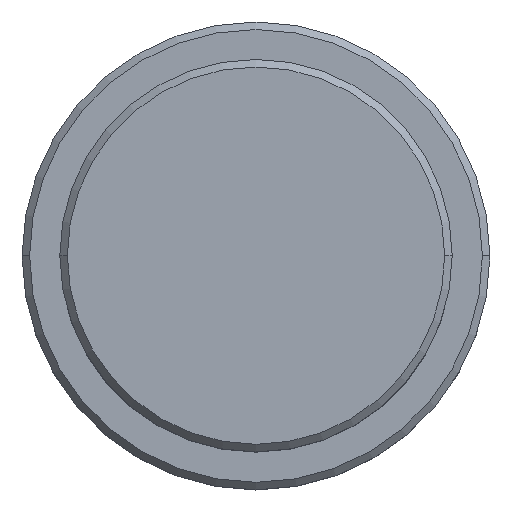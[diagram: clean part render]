
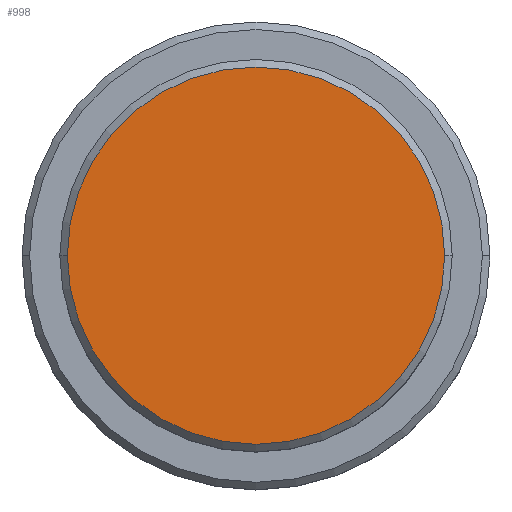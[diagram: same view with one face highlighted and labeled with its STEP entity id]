
A CAD part, top view. The second image highlights one B-rep face of the part: STEP entity #998.
In plain terms, the highlighted planar face has unit normal (0, 0, 1).
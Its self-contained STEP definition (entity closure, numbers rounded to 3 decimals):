
#104 = AXIS2_PLACEMENT_3D ( 'NONE', #199, #841, #389 ) ;
#118 = CARTESIAN_POINT ( 'NONE',  ( 0., 0., 0. ) ) ;
#182 = CIRCLE ( 'NONE', #1082, 12.5 ) ;
#199 = CARTESIAN_POINT ( 'NONE',  ( 0., 0., 0. ) ) ;
#389 = DIRECTION ( 'NONE',  ( 1., 0., 0. ) ) ;
#408 = PLANE ( 'NONE',  #104 ) ;
#446 = DIRECTION ( 'NONE',  ( 0., 0., 1. ) ) ;
#534 = EDGE_CURVE ( 'NONE', #693, #1257, #1259, .T. ) ;
#540 = EDGE_LOOP ( 'NONE', ( #1003, #661 ) ) ;
#609 = CARTESIAN_POINT ( 'NONE',  ( 12.5, 0., 0. ) ) ;
#661 = ORIENTED_EDGE ( 'NONE', *, *, #534, .T. ) ;
#693 = VERTEX_POINT ( 'NONE', #609 ) ;
#747 = FACE_OUTER_BOUND ( 'NONE', #540, .T. ) ;
#806 = DIRECTION ( 'NONE',  ( 1., 0., 0. ) ) ;
#841 = DIRECTION ( 'NONE',  ( 0., 0., 1. ) ) ;
#998 = ADVANCED_FACE ( 'NONE', ( #747 ), #408, .T. ) ;
#1003 = ORIENTED_EDGE ( 'NONE', *, *, #1015, .T. ) ;
#1015 = EDGE_CURVE ( 'NONE', #1257, #693, #182, .T. ) ;
#1082 = AXIS2_PLACEMENT_3D ( 'NONE', #1216, #446, #1209 ) ;
#1087 = CARTESIAN_POINT ( 'NONE',  ( -12.5, 0., 0. ) ) ;
#1209 = DIRECTION ( 'NONE',  ( 1., 0., 0. ) ) ;
#1216 = CARTESIAN_POINT ( 'NONE',  ( 0., 0., 0. ) ) ;
#1233 = AXIS2_PLACEMENT_3D ( 'NONE', #118, #1247, #806 ) ;
#1247 = DIRECTION ( 'NONE',  ( 0., 0., 1. ) ) ;
#1257 = VERTEX_POINT ( 'NONE', #1087 ) ;
#1259 = CIRCLE ( 'NONE', #1233, 12.5 ) ;
